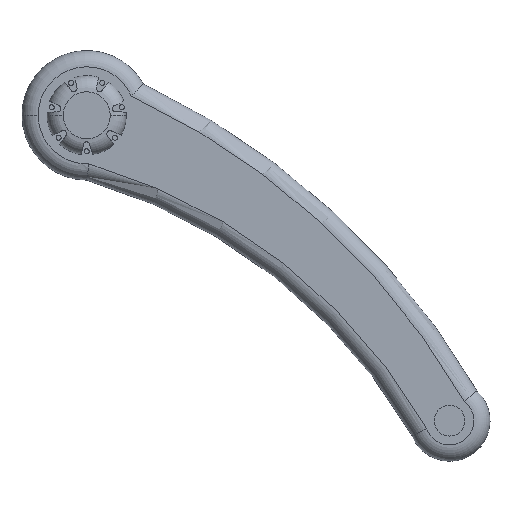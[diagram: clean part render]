
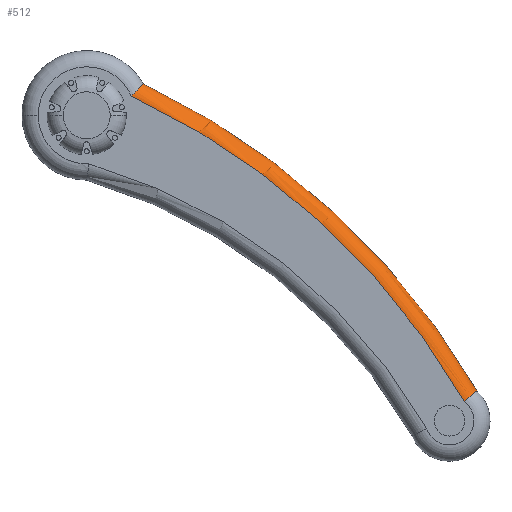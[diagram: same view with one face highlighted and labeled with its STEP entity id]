
A CAD part, top view. The second image highlights one B-rep face of the part: STEP entity #512.
In plain terms, the highlighted toroidal (fillet/blend) face has major radius 231.238 mm and minor radius 5 mm.
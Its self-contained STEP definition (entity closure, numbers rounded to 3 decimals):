
#15 = CARTESIAN_POINT ( 'NONE',  ( 16.553, -1.643, -8.72 ) ) ;
#42 = AXIS2_PLACEMENT_3D ( 'NONE', #834, #442, #2042 ) ;
#97 = CARTESIAN_POINT ( 'NONE',  ( 120.455, -3.858, 85.237 ) ) ;
#208 = AXIS2_PLACEMENT_3D ( 'NONE', #826, #2421, #1440 ) ;
#225 = CARTESIAN_POINT ( 'NONE',  ( 14.264, -0.037, -6.394 ) ) ;
#265 = CARTESIAN_POINT ( 'NONE',  ( 120.347, -3.382, 85.324 ) ) ;
#288 = CARTESIAN_POINT ( 'NONE',  ( 119.015, -1.015, 86.408 ) ) ;
#317 = ORIENTED_EDGE ( 'NONE', *, *, #802, .F. ) ;
#355 = ORIENTED_EDGE ( 'NONE', *, *, #2461, .F. ) ;
#413 = CARTESIAN_POINT ( 'NONE',  ( 17.487, -5., -9.705 ) ) ;
#420 = EDGE_CURVE ( 'NONE', #2145, #2091, #1753, .T. ) ;
#421 = CARTESIAN_POINT ( 'NONE',  ( 118.362, -0.499, 86.95 ) ) ;
#442 = DIRECTION ( 'NONE',  ( 0., -1., 0. ) ) ;
#445 = CARTESIAN_POINT ( 'NONE',  ( 120.03, -2.482, 85.579 ) ) ;
#457 = EDGE_LOOP ( 'NONE', ( #1162, #355, #2075, #317 ) ) ;
#512 = ADVANCED_FACE ( 'NONE', ( #1637 ), #2446, .T. ) ;
#602 = CARTESIAN_POINT ( 'NONE',  ( 17.103, -2.729, -9.298 ) ) ;
#782 = CARTESIAN_POINT ( 'NONE',  ( 16.987, -2.439, -9.175 ) ) ;
#791 = CARTESIAN_POINT ( 'NONE',  ( 14.383, -0.06, -6.511 ) ) ;
#801 = CARTESIAN_POINT ( 'NONE',  ( 17.366, -3.669, -9.576 ) ) ;
#802 = EDGE_CURVE ( 'NONE', #1403, #2091, #938, .T. ) ;
#826 = CARTESIAN_POINT ( 'NONE',  ( -83.766, -5., 203.734 ) ) ;
#834 = CARTESIAN_POINT ( 'NONE',  ( -83.766, -5., 203.734 ) ) ;
#938 = CIRCLE ( 'NONE', #42, 236.238 ) ;
#947 = CARTESIAN_POINT ( 'NONE',  ( 13.781, 0., -5.922 ) ) ;
#980 = CARTESIAN_POINT ( 'NONE',  ( 16.026, -0.979, -8.172 ) ) ;
#992 = CARTESIAN_POINT ( 'NONE',  ( 13.902, 0., -6.039 ) ) ;
#1033 = CARTESIAN_POINT ( 'NONE',  ( 120.531, -4.34, 85.176 ) ) ;
#1144 = CARTESIAN_POINT ( 'NONE',  ( 14.736, -0.15, -6.862 ) ) ;
#1155 = CARTESIAN_POINT ( 'NONE',  ( 15.412, -0.478, -7.542 ) ) ;
#1159 = AXIS2_PLACEMENT_3D ( 'NONE', #1213, #1997, #1706 ) ;
#1162 = ORIENTED_EDGE ( 'NONE', *, *, #2022, .T. ) ;
#1181 = CARTESIAN_POINT ( 'NONE',  ( 17.463, -4.326, -9.679 ) ) ;
#1213 = CARTESIAN_POINT ( 'NONE',  ( -83.766, 0., 203.734 ) ) ;
#1335 = CARTESIAN_POINT ( 'NONE',  ( 16.708, -1.895, -8.882 ) ) ;
#1349 = CARTESIAN_POINT ( 'NONE',  ( 16.782, -2.028, -8.96 ) ) ;
#1370 = CARTESIAN_POINT ( 'NONE',  ( 16.472, -1.524, -8.634 ) ) ;
#1378 = CARTESIAN_POINT ( 'NONE',  ( 117.663, -0.13, 87.537 ) ) ;
#1403 = VERTEX_POINT ( 'NONE', #2172 ) ;
#1412 = CARTESIAN_POINT ( 'NONE',  ( 119.575, -1.68, 85.949 ) ) ;
#1428 = CARTESIAN_POINT ( 'NONE',  ( 120.557, -5., 85.155 ) ) ;
#1440 = DIRECTION ( 'NONE',  ( -1., 0., 0. ) ) ;
#1481 = B_SPLINE_CURVE_WITH_KNOTS ( 'NONE', 3,
 ( #413, #1964, #1181, #801, #2138, #602, #782, #1349, #1335, #15, #1370, #2517, #980, #1914, #1155, #1759, #1144, #791, #225, #2125, #992, #947 ),
 .UNSPECIFIED., .F., .F.,
 ( 4, 2, 2, 2, 2, 2, 2, 2, 2, 2, 4 ),
 ( 0., 0.001, 0.002, 0.003, 0.004, 0.004, 0.005, 0.006, 0.007, 0.008, 0.008 ),
 .UNSPECIFIED. ) ;
#1612 = CARTESIAN_POINT ( 'NONE',  ( 119.742, -1.937, 85.813 ) ) ;
#1637 = FACE_OUTER_BOUND ( 'NONE', #457, .T. ) ;
#1645 = CARTESIAN_POINT ( 'NONE',  ( 120.302, -3.226, 85.36 ) ) ;
#1691 = VERTEX_POINT ( 'NONE', #2352 ) ;
#1706 = DIRECTION ( 'NONE',  ( -1., 0., 0. ) ) ;
#1727 = CARTESIAN_POINT ( 'NONE',  ( 116.659, 0., 88.404 ) ) ;
#1744 = CARTESIAN_POINT ( 'NONE',  ( 120.557, -5., 85.155 ) ) ;
#1753 = B_SPLINE_CURVE_WITH_KNOTS ( 'NONE', 3,
 ( #1727, #1763, #1378, #421, #2241, #288, #1835, #1412, #1612, #445, #2209, #1645, #265, #2009, #97, #1033, #1821, #1428 ),
 .UNSPECIFIED., .F., .F.,
 ( 4, 2, 2, 2, 2, 2, 2, 2, 4 ),
 ( 0., 0.002, 0.003, 0.004, 0.005, 0.006, 0.006, 0.007, 0.008 ),
 .UNSPECIFIED. ) ;
#1759 = CARTESIAN_POINT ( 'NONE',  ( 14.969, -0.241, -7.095 ) ) ;
#1763 = CARTESIAN_POINT ( 'NONE',  ( 117.156, 0., 87.969 ) ) ;
#1821 = CARTESIAN_POINT ( 'NONE',  ( 120.557, -4.667, 85.155 ) ) ;
#1835 = CARTESIAN_POINT ( 'NONE',  ( 119.212, -1.221, 86.246 ) ) ;
#1914 = CARTESIAN_POINT ( 'NONE',  ( 15.623, -0.625, -7.758 ) ) ;
#1964 = CARTESIAN_POINT ( 'NONE',  ( 17.487, -4.66, -9.705 ) ) ;
#1997 = DIRECTION ( 'NONE',  ( 0., 1., 0. ) ) ;
#2009 = CARTESIAN_POINT ( 'NONE',  ( 120.423, -3.698, 85.263 ) ) ;
#2022 = EDGE_CURVE ( 'NONE', #1403, #1691, #1481, .T. ) ;
#2042 = DIRECTION ( 'NONE',  ( -1., 0., 0. ) ) ;
#2065 = CIRCLE ( 'NONE', #1159, 231.238 ) ;
#2075 = ORIENTED_EDGE ( 'NONE', *, *, #420, .T. ) ;
#2091 = VERTEX_POINT ( 'NONE', #1744 ) ;
#2125 = CARTESIAN_POINT ( 'NONE',  ( 14.024, -0.008, -6.158 ) ) ;
#2138 = CARTESIAN_POINT ( 'NONE',  ( 17.293, -3.343, -9.498 ) ) ;
#2145 = VERTEX_POINT ( 'NONE', #2377 ) ;
#2172 = CARTESIAN_POINT ( 'NONE',  ( 17.487, -5., -9.705 ) ) ;
#2209 = CARTESIAN_POINT ( 'NONE',  ( 120.152, -2.77, 85.481 ) ) ;
#2241 = CARTESIAN_POINT ( 'NONE',  ( 118.587, -0.652, 86.762 ) ) ;
#2352 = CARTESIAN_POINT ( 'NONE',  ( 13.781, 0., -5.922 ) ) ;
#2377 = CARTESIAN_POINT ( 'NONE',  ( 116.659, 0., 88.404 ) ) ;
#2421 = DIRECTION ( 'NONE',  ( 0., 1., 0. ) ) ;
#2446 = TOROIDAL_SURFACE ( 'NONE', #208, 231.238, 5. ) ;
#2461 = EDGE_CURVE ( 'NONE', #2145, #1691, #2065, .T. ) ;
#2517 = CARTESIAN_POINT ( 'NONE',  ( 16.215, -1.183, -8.367 ) ) ;
